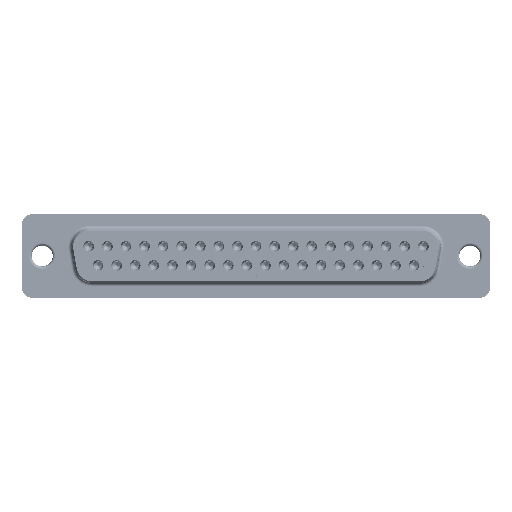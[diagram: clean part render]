
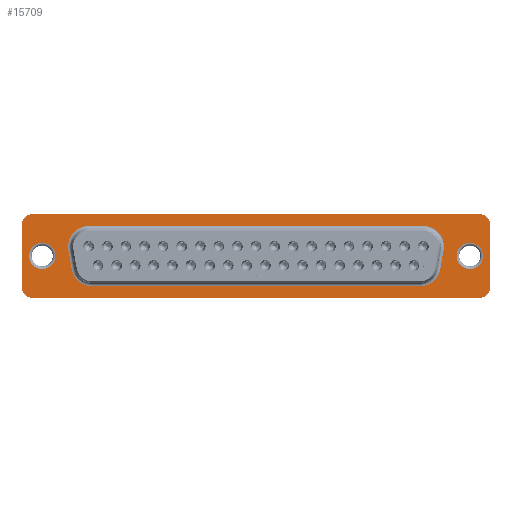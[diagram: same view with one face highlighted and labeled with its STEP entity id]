
A CAD part, top view. The second image highlights one B-rep face of the part: STEP entity #15709.
In plain terms, the highlighted face is planar.
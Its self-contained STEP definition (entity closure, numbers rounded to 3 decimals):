
#1446=CIRCLE('',#18183,1.5);
#1448=CIRCLE('',#18186,1.5);
#1450=CIRCLE('',#18190,1.5);
#1452=CIRCLE('',#18194,1.5);
#1462=CIRCLE('',#18209,3.1);
#1463=CIRCLE('',#18211,3.1);
#1469=CIRCLE('',#18220,3.1);
#1470=CIRCLE('',#18222,3.1);
#1502=CIRCLE('',#18288,1.95);
#1504=CIRCLE('',#18291,1.95);
#4520=ORIENTED_EDGE('',*,*,#7322,.F.);
#4521=ORIENTED_EDGE('',*,*,#7260,.F.);
#4522=ORIENTED_EDGE('',*,*,#7258,.F.);
#4523=ORIENTED_EDGE('',*,*,#7253,.F.);
#4524=ORIENTED_EDGE('',*,*,#7248,.F.);
#4525=ORIENTED_EDGE('',*,*,#7244,.F.);
#4526=ORIENTED_EDGE('',*,*,#7247,.F.);
#4527=ORIENTED_EDGE('',*,*,#7252,.F.);
#4528=ORIENTED_EDGE('',*,*,#7257,.F.);
#4529=ORIENTED_EDGE('',*,*,#7320,.F.);
#4530=ORIENTED_EDGE('',*,*,#7231,.F.);
#4531=ORIENTED_EDGE('',*,*,#7230,.F.);
#4532=ORIENTED_EDGE('',*,*,#7217,.F.);
#4533=ORIENTED_EDGE('',*,*,#7197,.F.);
#4534=ORIENTED_EDGE('',*,*,#7220,.F.);
#4535=ORIENTED_EDGE('',*,*,#7224,.F.);
#4536=ORIENTED_EDGE('',*,*,#7226,.F.);
#4537=ORIENTED_EDGE('',*,*,#7193,.F.);
#7193=EDGE_CURVE('',#8937,#8939,#10082,.T.);
#7197=EDGE_CURVE('',#8941,#8943,#10086,.T.);
#7217=EDGE_CURVE('',#8943,#8959,#1446,.T.);
#7220=EDGE_CURVE('',#8961,#8941,#1448,.T.);
#7224=EDGE_CURVE('',#8963,#8961,#10105,.T.);
#7226=EDGE_CURVE('',#8939,#8963,#1450,.T.);
#7230=EDGE_CURVE('',#8959,#8966,#10109,.T.);
#7231=EDGE_CURVE('',#8966,#8937,#1452,.T.);
#7244=EDGE_CURVE('',#8974,#8973,#10115,.T.);
#7247=EDGE_CURVE('',#8976,#8974,#1462,.T.);
#7248=EDGE_CURVE('',#8973,#8977,#1463,.T.);
#7252=EDGE_CURVE('',#8979,#8976,#10117,.T.);
#7253=EDGE_CURVE('',#8977,#8980,#10118,.T.);
#7257=EDGE_CURVE('',#8982,#8979,#1469,.T.);
#7258=EDGE_CURVE('',#8980,#8983,#1470,.T.);
#7260=EDGE_CURVE('',#8983,#8982,#10119,.T.);
#7320=EDGE_CURVE('',#9017,#9017,#1502,.T.);
#7322=EDGE_CURVE('',#9019,#9019,#1504,.T.);
#8937=VERTEX_POINT('',#30803);
#8939=VERTEX_POINT('',#30806);
#8941=VERTEX_POINT('',#30812);
#8943=VERTEX_POINT('',#30815);
#8959=VERTEX_POINT('',#30857);
#8961=VERTEX_POINT('',#30863);
#8963=VERTEX_POINT('',#30869);
#8966=VERTEX_POINT('',#30879);
#8973=VERTEX_POINT('',#30905);
#8974=VERTEX_POINT('',#30907);
#8976=VERTEX_POINT('',#30913);
#8977=VERTEX_POINT('',#30917);
#8979=VERTEX_POINT('',#30923);
#8980=VERTEX_POINT('',#30927);
#8982=VERTEX_POINT('',#30933);
#8983=VERTEX_POINT('',#30937);
#9017=VERTEX_POINT('',#31067);
#9019=VERTEX_POINT('',#31072);
#10082=LINE('',#30805,#11118);
#10086=LINE('',#30814,#11122);
#10105=LINE('',#30871,#11141);
#10109=LINE('',#30881,#11145);
#10115=LINE('',#30908,#11151);
#10117=LINE('',#30924,#11153);
#10118=LINE('',#30926,#11154);
#10119=LINE('',#30940,#11155);
#11118=VECTOR('',#21488,1000.);
#11122=VECTOR('',#21494,1000.);
#11141=VECTOR('',#21545,1000.);
#11145=VECTOR('',#21557,1000.);
#11151=VECTOR('',#21589,1000.);
#11153=VECTOR('',#21609,1000.);
#11154=VECTOR('',#21612,1000.);
#11155=VECTOR('',#21631,1000.);
#12653=EDGE_LOOP('',(#4520));
#12654=EDGE_LOOP('',(#4521,#4522,#4523,#4524,#4525,#4526,#4527,#4528));
#12655=EDGE_LOOP('',(#4529));
#12656=EDGE_LOOP('',(#4530,#4531,#4532,#4533,#4534,#4535,#4536,#4537));
#14103=FACE_BOUND('',#12653,.T.);
#14104=FACE_BOUND('',#12654,.T.);
#14105=FACE_BOUND('',#12655,.T.);
#14106=FACE_BOUND('',#12656,.T.);
#14867=PLANE('',#18290);
#15709=ADVANCED_FACE('',(#14103,#14104,#14105,#14106),#14867,.F.);
#18183=AXIS2_PLACEMENT_3D('',#30856,#21530,#21531);
#18186=AXIS2_PLACEMENT_3D('',#30862,#21537,#21538);
#18190=AXIS2_PLACEMENT_3D('',#30874,#21549,#21550);
#18194=AXIS2_PLACEMENT_3D('',#30883,#21560,#21561);
#18209=AXIS2_PLACEMENT_3D('',#30914,#21596,#21597);
#18211=AXIS2_PLACEMENT_3D('',#30916,#21600,#21601);
#18220=AXIS2_PLACEMENT_3D('',#30934,#21621,#21622);
#18222=AXIS2_PLACEMENT_3D('',#30936,#21625,#21626);
#18288=AXIS2_PLACEMENT_3D('',#31066,#21787,#21788);
#18290=AXIS2_PLACEMENT_3D('',#31070,#21791,#21792);
#18291=AXIS2_PLACEMENT_3D('',#31071,#21793,#21794);
#21488=DIRECTION('',(-1.,0.,0.));
#21494=DIRECTION('',(1.,0.,0.));
#21530=DIRECTION('',(0.,0.,1.));
#21531=DIRECTION('',(0.707,-0.707,0.));
#21537=DIRECTION('',(0.,0.,1.));
#21538=DIRECTION('',(-0.707,-0.707,0.));
#21545=DIRECTION('',(0.,-1.,0.));
#21549=DIRECTION('',(0.,0.,1.));
#21550=DIRECTION('',(-0.707,0.707,0.));
#21557=DIRECTION('',(0.,1.,0.));
#21560=DIRECTION('',(0.,0.,1.));
#21561=DIRECTION('',(0.707,0.707,0.));
#21589=DIRECTION('',(1.,0.,0.));
#21596=DIRECTION('',(0.,0.,-1.));
#21597=DIRECTION('',(-0.766,0.643,0.));
#21600=DIRECTION('',(0.,0.,-1.));
#21601=DIRECTION('',(0.766,0.643,0.));
#21609=DIRECTION('',(-0.174,0.985,0.));
#21612=DIRECTION('',(-0.174,-0.985,0.));
#21621=DIRECTION('',(0.,0.,-1.));
#21622=DIRECTION('',(-0.643,-0.766,0.));
#21625=DIRECTION('',(0.,0.,-1.));
#21626=DIRECTION('',(0.643,-0.766,0.));
#21631=DIRECTION('',(-1.,0.,0.));
#21787=DIRECTION('',(0.,0.,-1.));
#21788=DIRECTION('',(-1.,0.,0.));
#21791=DIRECTION('',(0.,0.,1.));
#21792=DIRECTION('',(1.,0.,0.));
#21793=DIRECTION('',(0.,0.,-1.));
#21794=DIRECTION('',(-1.,0.,0.));
#30803=CARTESIAN_POINT('',(33.25,6.2,-0.4));
#30805=CARTESIAN_POINT('',(34.75,6.2,-0.4));
#30806=CARTESIAN_POINT('',(-33.25,6.2,-0.4));
#30812=CARTESIAN_POINT('',(-33.25,-6.2,-0.4));
#30814=CARTESIAN_POINT('',(-34.75,-6.2,-0.4));
#30815=CARTESIAN_POINT('',(33.25,-6.2,-0.4));
#30856=CARTESIAN_POINT('',(33.25,-4.7,-0.4));
#30857=CARTESIAN_POINT('',(34.75,-4.7,-0.4));
#30862=CARTESIAN_POINT('',(-33.25,-4.7,-0.4));
#30863=CARTESIAN_POINT('',(-34.75,-4.7,-0.4));
#30869=CARTESIAN_POINT('',(-34.75,4.7,-0.4));
#30871=CARTESIAN_POINT('',(-34.75,6.2,-0.4));
#30874=CARTESIAN_POINT('',(-33.25,4.7,-0.4));
#30879=CARTESIAN_POINT('',(34.75,4.7,-0.4));
#30881=CARTESIAN_POINT('',(34.75,-6.2,-0.4));
#30883=CARTESIAN_POINT('',(33.25,4.7,-0.4));
#30905=CARTESIAN_POINT('',(24.8,4.5,-0.4));
#30907=CARTESIAN_POINT('',(-24.8,4.5,-0.4));
#30908=CARTESIAN_POINT('',(8.648,4.5,-0.4));
#30913=CARTESIAN_POINT('',(-27.853,0.862,-0.4));
#30914=CARTESIAN_POINT('',(-24.8,1.4,-0.4));
#30916=CARTESIAN_POINT('',(24.8,1.4,-0.4));
#30917=CARTESIAN_POINT('',(27.853,0.862,-0.4));
#30923=CARTESIAN_POINT('',(-27.359,-1.938,-0.4));
#30924=CARTESIAN_POINT('',(-27.1,-3.41,-0.4));
#30926=CARTESIAN_POINT('',(27.374,-1.853,-0.4));
#30927=CARTESIAN_POINT('',(27.359,-1.938,-0.4));
#30933=CARTESIAN_POINT('',(-24.306,-4.5,-0.4));
#30934=CARTESIAN_POINT('',(-24.306,-1.4,-0.4));
#30936=CARTESIAN_POINT('',(24.306,-1.4,-0.4));
#30937=CARTESIAN_POINT('',(24.306,-4.5,-0.4));
#30940=CARTESIAN_POINT('',(8.648,-4.5,-0.4));
#31066=CARTESIAN_POINT('',(-31.75,0.,-0.4));
#31067=CARTESIAN_POINT('',(-33.7,0.,-0.4));
#31070=CARTESIAN_POINT('',(17.296,0.013,-0.4));
#31071=CARTESIAN_POINT('',(31.75,0.,-0.4));
#31072=CARTESIAN_POINT('',(29.8,0.,-0.4));
